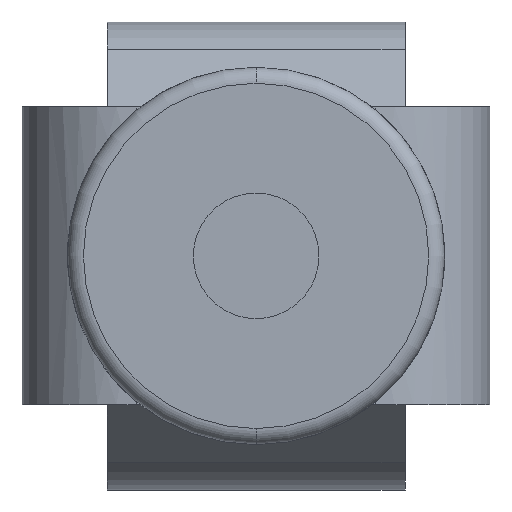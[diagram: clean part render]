
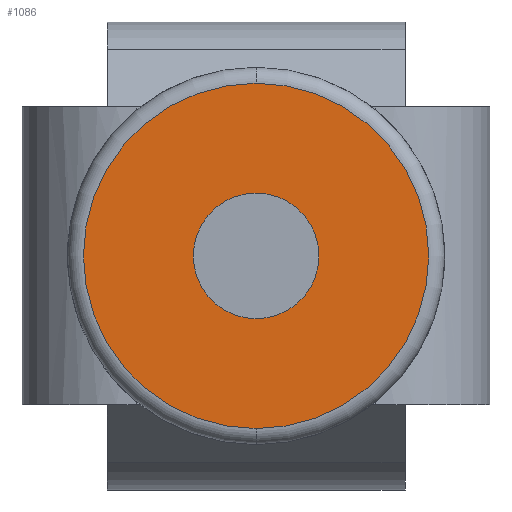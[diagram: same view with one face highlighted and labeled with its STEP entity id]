
A CAD part, front view. The second image highlights one B-rep face of the part: STEP entity #1086.
In plain terms, the highlighted planar face has unit normal (0, -1, 0).
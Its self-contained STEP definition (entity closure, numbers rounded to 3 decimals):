
#143 = AXIS2_PLACEMENT_3D ( 'NONE', #1644, #3648, #1932 ) ;
#246 = FACE_OUTER_BOUND ( 'NONE', #728, .T. ) ;
#309 = EDGE_CURVE ( 'NONE', #2992, #2170, #1805, .T. ) ;
#356 = AXIS2_PLACEMENT_3D ( 'NONE', #2163, #444, #2455 ) ;
#444 = DIRECTION ( 'NONE',  ( 0., -1., 0. ) ) ;
#728 = EDGE_LOOP ( 'NONE', ( #3140, #3239 ) ) ;
#812 = CARTESIAN_POINT ( 'NONE',  ( -22.433, -15.15, -3. ) ) ;
#1086 = ADVANCED_FACE ( 'NONE', ( #246, #3105 ), #2319, .F. ) ;
#1171 = CIRCLE ( 'NONE', #143, 3. ) ;
#1223 = AXIS2_PLACEMENT_3D ( 'NONE', #2335, #2653, #2670 ) ;
#1509 = CARTESIAN_POINT ( 'NONE',  ( -22.433, -15.15, 0. ) ) ;
#1528 = DIRECTION ( 'NONE',  ( 0., -1., 0. ) ) ;
#1540 = DIRECTION ( 'NONE',  ( 0., -1., 0. ) ) ;
#1543 = DIRECTION ( 'NONE',  ( 0., 0., 1. ) ) ;
#1580 = VERTEX_POINT ( 'NONE', #812 ) ;
#1644 = CARTESIAN_POINT ( 'NONE',  ( -22.433, -15.15, 0. ) ) ;
#1738 = AXIS2_PLACEMENT_3D ( 'NONE', #1509, #1528, #1543 ) ;
#1751 = CARTESIAN_POINT ( 'NONE',  ( -22.433, -15.15, 3. ) ) ;
#1767 = CIRCLE ( 'NONE', #356, 8.242 ) ;
#1800 = CARTESIAN_POINT ( 'NONE',  ( -22.433, -15.15, 8.242 ) ) ;
#1805 = CIRCLE ( 'NONE', #1738, 8.242 ) ;
#1932 = DIRECTION ( 'NONE',  ( 0., 0., 1. ) ) ;
#1965 = AXIS2_PLACEMENT_3D ( 'NONE', #3248, #1540, #3537 ) ;
#2115 = CIRCLE ( 'NONE', #1965, 3. ) ;
#2163 = CARTESIAN_POINT ( 'NONE',  ( -22.433, -15.15, 0. ) ) ;
#2170 = VERTEX_POINT ( 'NONE', #2659 ) ;
#2298 = EDGE_LOOP ( 'NONE', ( #3474, #3237 ) ) ;
#2319 = PLANE ( 'NONE',  #1223 ) ;
#2335 = CARTESIAN_POINT ( 'NONE',  ( -22.433, -15.15, 0. ) ) ;
#2368 = EDGE_CURVE ( 'NONE', #2842, #1580, #1171, .T. ) ;
#2455 = DIRECTION ( 'NONE',  ( 0., 0., 1. ) ) ;
#2653 = DIRECTION ( 'NONE',  ( 0., 1., 0. ) ) ;
#2659 = CARTESIAN_POINT ( 'NONE',  ( -22.433, -15.15, -8.242 ) ) ;
#2670 = DIRECTION ( 'NONE',  ( 0., 0., 1. ) ) ;
#2842 = VERTEX_POINT ( 'NONE', #1751 ) ;
#2992 = VERTEX_POINT ( 'NONE', #1800 ) ;
#3105 = FACE_BOUND ( 'NONE', #2298, .T. ) ;
#3140 = ORIENTED_EDGE ( 'NONE', *, *, #309, .T. ) ;
#3237 = ORIENTED_EDGE ( 'NONE', *, *, #2368, .F. ) ;
#3239 = ORIENTED_EDGE ( 'NONE', *, *, #3500, .T. ) ;
#3248 = CARTESIAN_POINT ( 'NONE',  ( -22.433, -15.15, 0. ) ) ;
#3379 = EDGE_CURVE ( 'NONE', #1580, #2842, #2115, .T. ) ;
#3474 = ORIENTED_EDGE ( 'NONE', *, *, #3379, .F. ) ;
#3500 = EDGE_CURVE ( 'NONE', #2170, #2992, #1767, .T. ) ;
#3537 = DIRECTION ( 'NONE',  ( 0., 0., 1. ) ) ;
#3648 = DIRECTION ( 'NONE',  ( 0., -1., 0. ) ) ;
